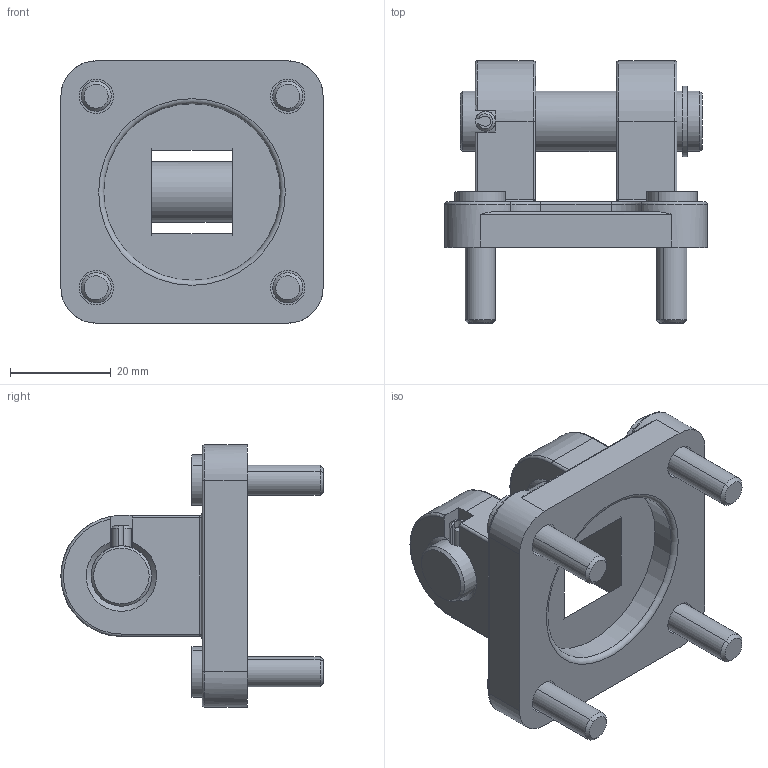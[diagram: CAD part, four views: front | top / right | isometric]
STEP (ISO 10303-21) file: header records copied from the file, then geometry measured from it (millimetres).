
FILE_DESCRIPTION(/* description */ ('Alibre Inc.'),/* implementation_level */ '2;1');
FILE_NAME(/* name */ 'export-6CE0E5EA-7943-4A50-9ADE-E7334F40BB4C',/* time_stamp */ '2021-09-30T14:33:16+02:00',/* author */ (''),/* organization */ (''),/* preprocessor_version */ 'ST-DEVELOPER v17',/* originating_system */ 'Alibre',/* authorisation */ '');
FILE_SCHEMA (('AUTOMOTIVE_DESIGN'));
Length unit declared in the file: millimetre
Products named in the file (5): 07160-06x20
Bounding box: 52 x 52 x 52 mm (x, y, z)
Volume: 35260.9 mm3; surface area: 17307.6 mm2
Topology: 7 solids, 7 shells, 209 faces, 492 edges, 305 vertices
Faces by surface type: cylinder 83, plane 82, cone 23, torus 17, bspline 4
Full cylindrical faces by diameter (mm): 1.8 x2, 4 x1, 6.8 x4, 11.5 x5, 12 x4, 35 x1
Entity records: 5203 total; most frequent: CARTESIAN_POINT 1556, DIRECTION 732, ORIENTED_EDGE 678, EDGE_CURVE 339, AXIS2_PLACEMENT_3D 325, VERTEX_POINT 226, EDGE_LOOP 207, FACE_BOUND 207
